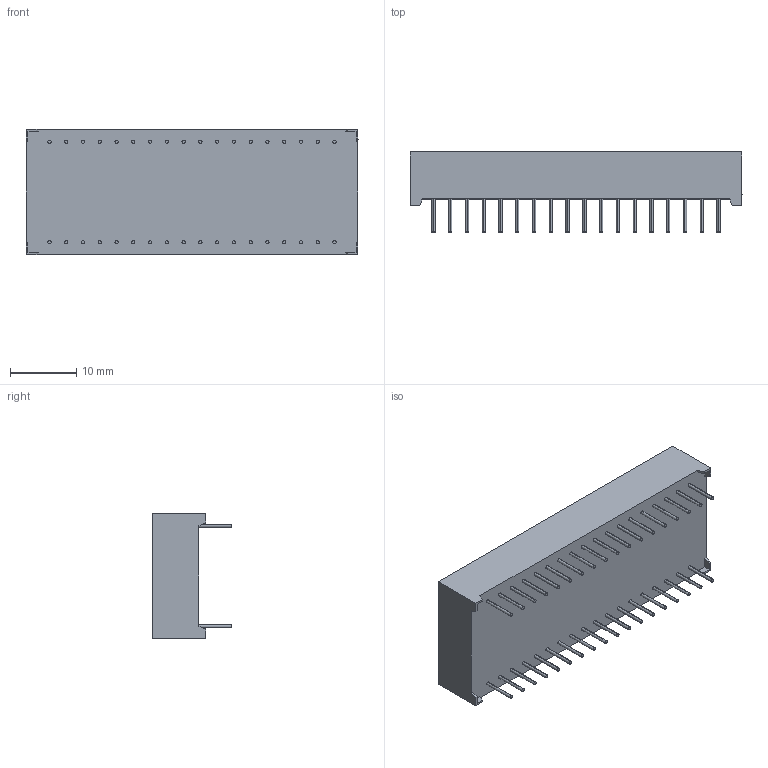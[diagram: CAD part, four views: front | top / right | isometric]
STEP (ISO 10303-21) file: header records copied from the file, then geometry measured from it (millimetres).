
FILE_DESCRIPTION (( 'STEP AP214' ), '1' );
FILE_NAME ('end-el-san Co Ltd-King Bright CA56-11.STEP', '2018-12-28T18:11:19', ( '' ), ( '' ), 'SwSTEP 2.0', 'SolidWorks 2018', '' );
FILE_SCHEMA (( 'AUTOMOTIVE_DESIGN' ));
Length unit declared in the file: millimetre
Products named in the file (1): end-el-san Co Ltd-King Bright CA56-11
Bounding box: 50.3 x 12.1 x 19 mm (x, y, z)
Volume: 6811.9 mm3; surface area: 3226.1 mm2
Topology: 1 solids, 1 shells, 607 faces, 1521 edges, 1014 vertices
Faces by surface type: plane 391, bspline 116, cylinder 100
Entity records: 30222 total; most frequent: CARTESIAN_POINT 9531, ORIENTED_EDGE 3042, DIRECTION 2473, EDGE_CURVE 1521, LINE 1089, VECTOR 1089, VERTEX_POINT 1014, EDGE_LOOP 705
